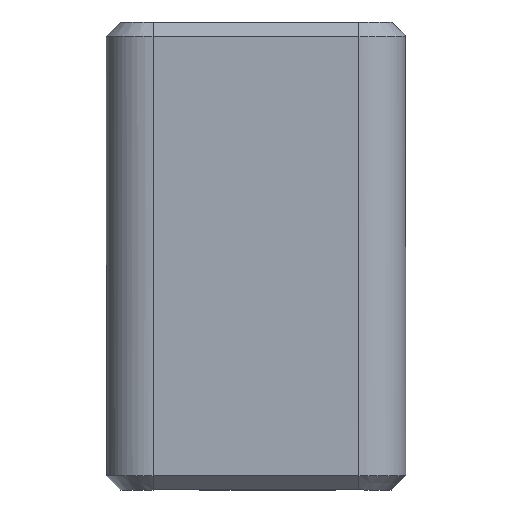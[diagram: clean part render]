
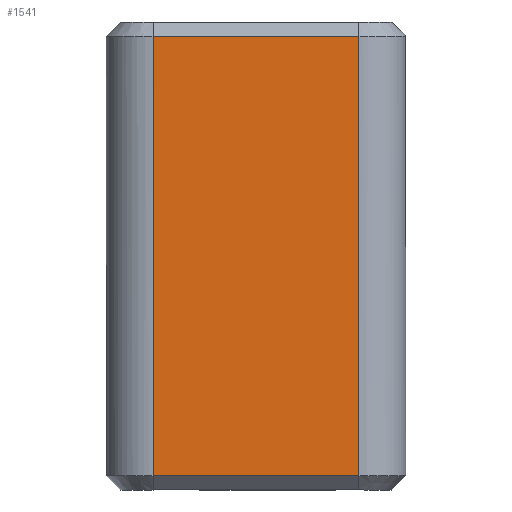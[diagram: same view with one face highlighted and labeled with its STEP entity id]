
A CAD part, left-side view. The second image highlights one B-rep face of the part: STEP entity #1541.
In plain terms, the highlighted planar face has unit normal (-1, 0, 0).
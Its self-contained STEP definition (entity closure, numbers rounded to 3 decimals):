
#158=FACE_OUTER_BOUND('',#248,.T.);
#248=EDGE_LOOP('',(#1359,#1360,#1361,#1362));
#423=LINE('',#2565,#601);
#424=LINE('',#2567,#602);
#427=LINE('',#2588,#605);
#428=LINE('',#2590,#606);
#601=VECTOR('',#2021,1.);
#602=VECTOR('',#2024,1.);
#605=VECTOR('',#2061,1.);
#606=VECTOR('',#2064,1.);
#747=VERTEX_POINT('',#2513);
#748=VERTEX_POINT('',#2526);
#749=VERTEX_POINT('',#2539);
#750=VERTEX_POINT('',#2552);
#952=EDGE_CURVE('',#750,#747,#423,.T.);
#953=EDGE_CURVE('',#748,#749,#424,.T.);
#963=EDGE_CURVE('',#747,#748,#427,.T.);
#964=EDGE_CURVE('',#750,#749,#428,.T.);
#1359=ORIENTED_EDGE('',*,*,#952,.T.);
#1360=ORIENTED_EDGE('',*,*,#963,.T.);
#1361=ORIENTED_EDGE('',*,*,#953,.T.);
#1362=ORIENTED_EDGE('',*,*,#964,.F.);
#1458=PLANE('',#1670);
#1541=ADVANCED_FACE('',(#158),#1458,.F.);
#1670=AXIS2_PLACEMENT_3D('',#2589,#2062,#2063);
#2021=DIRECTION('',(0.,0.,1.));
#2024=DIRECTION('',(0.,0.,-1.));
#2061=DIRECTION('',(0.,1.,0.));
#2062=DIRECTION('center_axis',(1.,0.,0.));
#2063=DIRECTION('ref_axis',(0.,0.,-1.));
#2064=DIRECTION('',(0.,1.,0.));
#2513=CARTESIAN_POINT('',(-5.5,-2.2,9.7));
#2526=CARTESIAN_POINT('',(-5.5,2.2,9.7));
#2539=CARTESIAN_POINT('',(-5.5,2.2,0.3));
#2552=CARTESIAN_POINT('',(-5.5,-2.2,0.3));
#2565=CARTESIAN_POINT('',(-5.5,-2.2,0.3));
#2567=CARTESIAN_POINT('',(-5.5,2.2,0.3));
#2588=CARTESIAN_POINT('',(-5.5,0.,9.7));
#2589=CARTESIAN_POINT('Origin',(-5.5,0.,5.));
#2590=CARTESIAN_POINT('',(-5.5,0.,0.3));
